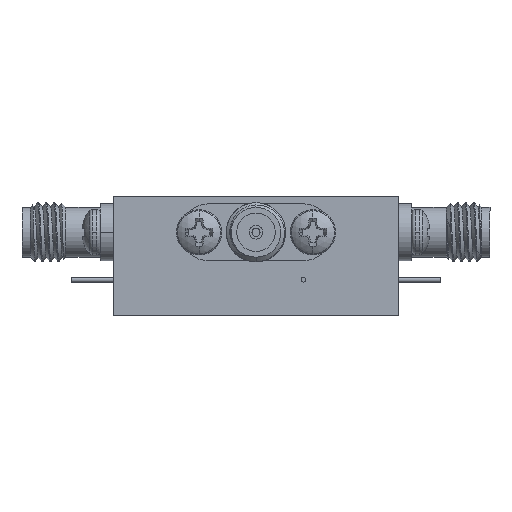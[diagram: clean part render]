
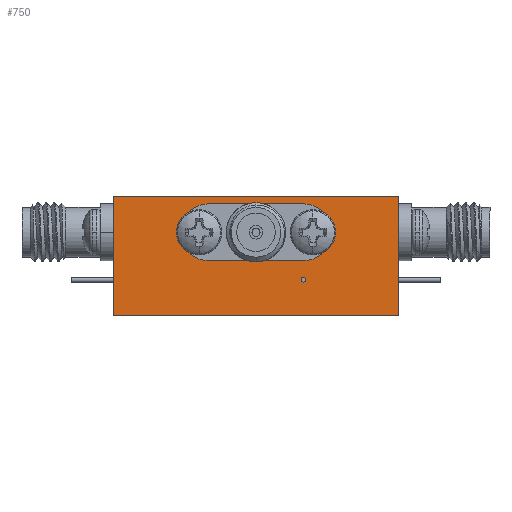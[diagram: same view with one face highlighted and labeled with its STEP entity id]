
A CAD part, left-side view. The second image highlights one B-rep face of the part: STEP entity #750.
In plain terms, the highlighted planar face has unit normal (-1, 0, 0).
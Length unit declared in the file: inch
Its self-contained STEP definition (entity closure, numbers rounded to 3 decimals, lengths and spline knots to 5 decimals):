
#750 = ADVANCED_FACE ( 'NONE', ( #26470, #7834 ), #12038, .F. ) ;
#975 = ORIENTED_EDGE ( 'NONE', *, *, #15264, .T. ) ;
#1138 = VERTEX_POINT ( 'NONE', #8616 ) ;
#1553 = VERTEX_POINT ( 'NONE', #17911 ) ;
#3153 = VERTEX_POINT ( 'NONE', #22515 ) ;
#3413 = VERTEX_POINT ( 'NONE', #15959 ) ;
#4986 = EDGE_CURVE ( 'NONE', #3153, #1138, #9896, .T. ) ;
#5193 = VECTOR ( 'NONE', #18822, 39.37008 ) ;
#5587 = CARTESIAN_POINT ( 'NONE',  ( -0.6, 0.6, -0.25 ) ) ;
#5637 = LINE ( 'NONE', #18145, #5193 ) ;
#6203 = DIRECTION ( 'NONE',  ( 0., 1., 0. ) ) ;
#6912 = CIRCLE ( 'NONE', #12534, 0.01 ) ;
#6969 = ORIENTED_EDGE ( 'NONE', *, *, #21953, .F. ) ;
#7834 = FACE_OUTER_BOUND ( 'NONE', #23278, .T. ) ;
#8616 = CARTESIAN_POINT ( 'NONE',  ( -0.6, 0.6, -0.25 ) ) ;
#9896 = LINE ( 'NONE', #20365, #25877 ) ;
#10298 = EDGE_CURVE ( 'NONE', #1553, #18960, #6912, .T. ) ;
#10615 = DIRECTION ( 'NONE',  ( 0., 0., -1. ) ) ;
#10683 = CARTESIAN_POINT ( 'NONE',  ( -0.6, -0.2, -0.1 ) ) ;
#10893 = CARTESIAN_POINT ( 'NONE',  ( -0.6, -0.6, 0.25 ) ) ;
#10980 = EDGE_LOOP ( 'NONE', ( #15261, #20285 ) ) ;
#11113 = CARTESIAN_POINT ( 'NONE',  ( -0.6, -0.21, -0.1 ) ) ;
#11813 = DIRECTION ( 'NONE',  ( -1., 0., 0. ) ) ;
#12038 = PLANE ( 'NONE',  #20569 ) ;
#12534 = AXIS2_PLACEMENT_3D ( 'NONE', #15902, #11813, #24186 ) ;
#14659 = VECTOR ( 'NONE', #18093, 39.37008 ) ;
#15261 = ORIENTED_EDGE ( 'NONE', *, *, #10298, .F. ) ;
#15264 = EDGE_CURVE ( 'NONE', #1138, #17527, #22036, .T. ) ;
#15902 = CARTESIAN_POINT ( 'NONE',  ( -0.6, -0.2, -0.1 ) ) ;
#15959 = CARTESIAN_POINT ( 'NONE',  ( -0.6, -0.6, 0.25 ) ) ;
#15987 = CIRCLE ( 'NONE', #20329, 0.01 ) ;
#16135 = CARTESIAN_POINT ( 'NONE',  ( -0.6, 0.6, 0.25 ) ) ;
#16937 = CARTESIAN_POINT ( 'NONE',  ( -0.6, -0.6, -0.25 ) ) ;
#16984 = EDGE_CURVE ( 'NONE', #18960, #1553, #15987, .T. ) ;
#17527 = VERTEX_POINT ( 'NONE', #16937 ) ;
#17911 = CARTESIAN_POINT ( 'NONE',  ( -0.6, -0.19, -0.1 ) ) ;
#18093 = DIRECTION ( 'NONE',  ( 0., -1., 0. ) ) ;
#18145 = CARTESIAN_POINT ( 'NONE',  ( -0.6, 0.6, 0.25 ) ) ;
#18525 = ORIENTED_EDGE ( 'NONE', *, *, #21652, .F. ) ;
#18572 = DIRECTION ( 'NONE',  ( 1., 0., 0. ) ) ;
#18822 = DIRECTION ( 'NONE',  ( 0., -1., 0. ) ) ;
#18960 = VERTEX_POINT ( 'NONE', #11113 ) ;
#19111 = DIRECTION ( 'NONE',  ( -1., 0., 0. ) ) ;
#20285 = ORIENTED_EDGE ( 'NONE', *, *, #16984, .F. ) ;
#20329 = AXIS2_PLACEMENT_3D ( 'NONE', #10683, #19111, #6203 ) ;
#20365 = CARTESIAN_POINT ( 'NONE',  ( -0.6, 0.6, 0.25 ) ) ;
#20569 = AXIS2_PLACEMENT_3D ( 'NONE', #16135, #18572, #24415 ) ;
#21652 = EDGE_CURVE ( 'NONE', #3153, #3413, #5637, .T. ) ;
#21953 = EDGE_CURVE ( 'NONE', #3413, #17527, #22851, .T. ) ;
#22036 = LINE ( 'NONE', #5587, #14659 ) ;
#22515 = CARTESIAN_POINT ( 'NONE',  ( -0.6, 0.6, 0.25 ) ) ;
#22851 = LINE ( 'NONE', #10893, #26898 ) ;
#23278 = EDGE_LOOP ( 'NONE', ( #975, #6969, #18525, #26043 ) ) ;
#24169 = DIRECTION ( 'NONE',  ( 0., 0., -1. ) ) ;
#24186 = DIRECTION ( 'NONE',  ( 0., 1., 0. ) ) ;
#24415 = DIRECTION ( 'NONE',  ( 0., 1., 0. ) ) ;
#25877 = VECTOR ( 'NONE', #24169, 39.37008 ) ;
#26043 = ORIENTED_EDGE ( 'NONE', *, *, #4986, .T. ) ;
#26470 = FACE_BOUND ( 'NONE', #10980, .T. ) ;
#26898 = VECTOR ( 'NONE', #10615, 39.37008 ) ;
